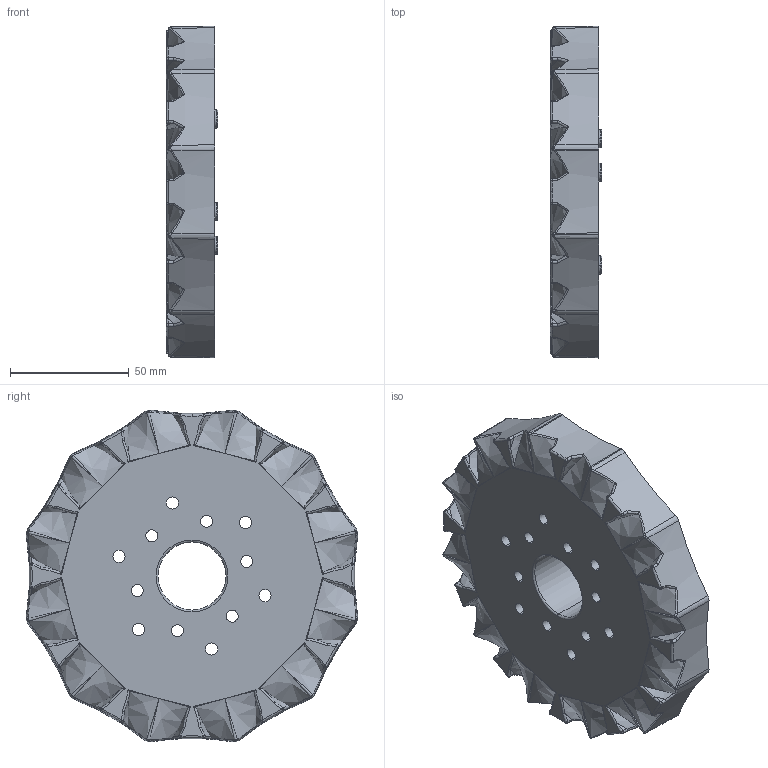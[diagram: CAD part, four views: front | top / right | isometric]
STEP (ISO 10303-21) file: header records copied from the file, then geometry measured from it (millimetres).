
FILE_DESCRIPTION (( 'STEP AP214' ), '1' );
FILE_NAME ('Support Spacer Half.STEP', '2011-12-20T18:54:54', ( 'Mark' ), ( '' ), 'SwSTEP 2.0', 'SolidWorks 2010', '' );
FILE_SCHEMA (( 'AUTOMOTIVE_DESIGN' ));
Length unit declared in the file: inch
Products named in the file (1): Support Spacer Half
Bounding box: 21.59 x 139.44 x 139.44 mm (x, y, z)
Volume: 101294.4 mm3; surface area: 71870 mm2
Topology: 1 solids, 1 shells, 1031 faces, 2494 edges, 1447 vertices
Faces by surface type: bspline 489, sphere 241, cone 99, torus 72, plane 68, cylinder 62
Entity records: 47551 total; most frequent: CARTESIAN_POINT 27359, ORIENTED_EDGE 4916, DIRECTION 3321, EDGE_CURVE 2458, AXIS2_PLACEMENT_3D 1568, VERTEX_POINT 1447, B_SPLINE_CURVE_WITH_KNOTS 1224, EDGE_LOOP 1075
